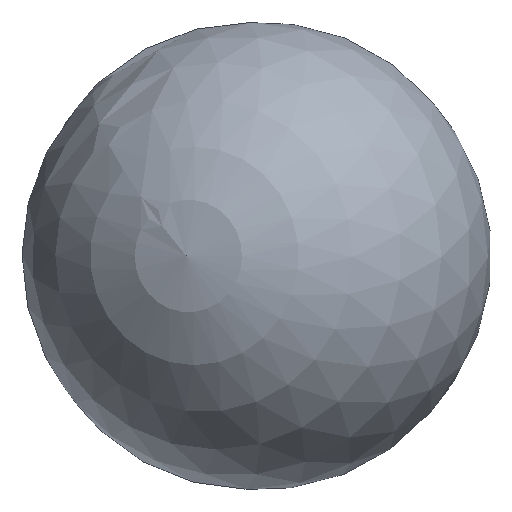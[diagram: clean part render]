
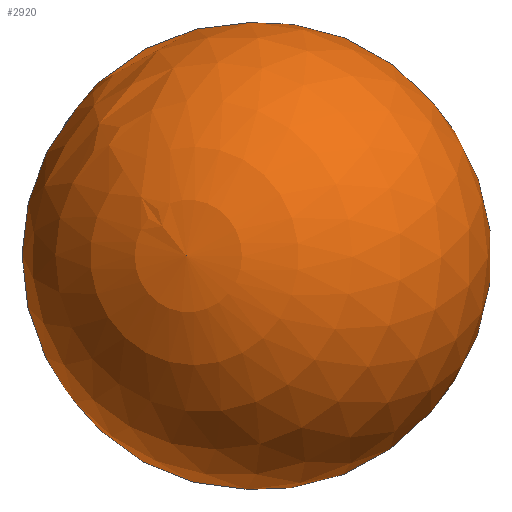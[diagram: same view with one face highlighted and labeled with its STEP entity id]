
A CAD part, left-side view. The second image highlights one B-rep face of the part: STEP entity #2920.
In plain terms, the highlighted spherical face has radius 108 mm.
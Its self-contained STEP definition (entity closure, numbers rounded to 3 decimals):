
#624=CARTESIAN_POINT('',(20.041,-32.031,-4.542));
#625=CARTESIAN_POINT('',(20.045,-32.025,-4.502));
#626=CARTESIAN_POINT('',(20.052,-32.01,-4.421));
#627=CARTESIAN_POINT('',(20.066,-31.984,-4.293));
#628=CARTESIAN_POINT('',(20.08,-31.955,-4.157));
#629=CARTESIAN_POINT('',(20.094,-31.929,-4.014));
#630=CARTESIAN_POINT('',(20.106,-31.909,-3.871));
#631=CARTESIAN_POINT('',(20.115,-31.896,-3.735));
#632=CARTESIAN_POINT('',(20.12,-31.893,-3.611));
#633=CARTESIAN_POINT('',(20.123,-31.896,-3.502));
#634=CARTESIAN_POINT('',(20.124,-31.904,-3.403));
#635=CARTESIAN_POINT('',(20.123,-31.918,-3.31));
#636=CARTESIAN_POINT('',(20.12,-31.936,-3.221));
#637=CARTESIAN_POINT('',(20.115,-31.96,-3.132));
#638=CARTESIAN_POINT('',(20.108,-31.991,-3.04));
#639=CARTESIAN_POINT('',(20.099,-32.032,-2.94));
#640=CARTESIAN_POINT('',(20.085,-32.086,-2.832));
#641=CARTESIAN_POINT('',(20.066,-32.157,-2.714));
#642=CARTESIAN_POINT('',(20.05,-32.216,-2.631));
#643=CARTESIAN_POINT('',(20.041,-32.248,-2.587));
#645=CARTESIAN_POINT('',(20.041,0.,0.));
#646=DIRECTION('',(1.,0.,0.));
#647=DIRECTION('',(0.,-0.997,-0.08));
#648=AXIS2_PLACEMENT_3D('',#645,#646,#647);
#747=CARTESIAN_POINT('',(20.041,-32.031,-4.542));
#2015=VERTEX_POINT('',#747);
#2016=CARTESIAN_POINT('',(20.041,-32.247,
-2.587));
#2017=VERTEX_POINT('',#2016);
#2911=CARTESIAN_POINT('',(-83.,0.,0.));
#2912=DIRECTION('',(0.954,-0.3,0.));
#2913=DIRECTION('',(-0.3,-0.954,0.));
#2914=AXIS2_PLACEMENT_3D('',#2911,#2912,#2913);
#2915=SPHERICAL_SURFACE('',#2914,108.);
#2916=ORIENTED_EDGE('',*,*,#2884,.T.);
#2917=ORIENTED_EDGE('',*,*,#2818,.T.);
#2918=EDGE_LOOP('',(#2916,#2917));
#2919=FACE_OUTER_BOUND('',#2918,.F.);
#2920=ADVANCED_FACE('',(#2919),#2915,.T.);
#644=B_SPLINE_CURVE_WITH_KNOTS('',3,(#624,#625,#626,#627,#628,#629,#630,#631,
#632,#633,#634,#635,#636,#637,#638,#639,#640,#641,#642,#643),.UNSPECIFIED.,.F.,
.F.,(4,1,1,1,1,1,1,1,1,1,1,1,1,1,1,1,1,4),(0.,0.059,
0.118,0.176,0.235,0.294,
0.353,0.412,0.471,0.529,
0.588,0.647,0.706,0.765,
0.824,0.882,0.941,1.),.UNSPECIFIED.);
#649=CIRCLE('',#648,32.351);
#2818=EDGE_CURVE('',#2017,#2015,#649,.T.);
#2884=EDGE_CURVE('',#2015,#2017,#644,.T.);
